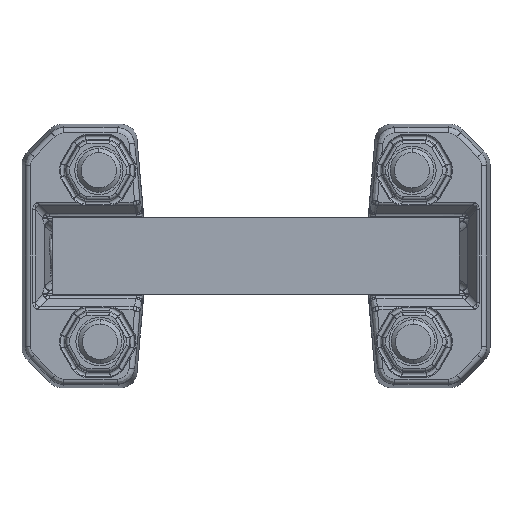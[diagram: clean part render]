
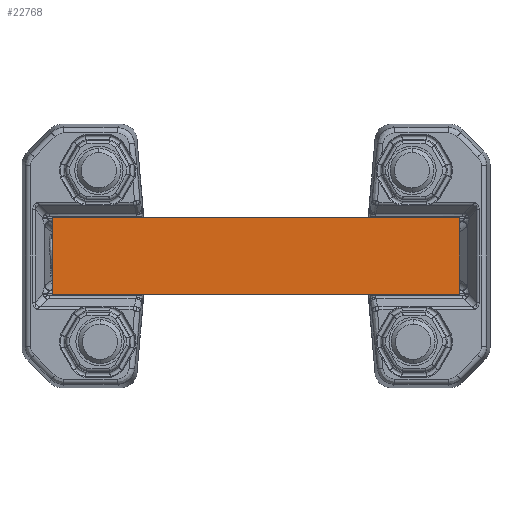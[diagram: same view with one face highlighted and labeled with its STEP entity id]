
A CAD part, front view. The second image highlights one B-rep face of the part: STEP entity #22768.
In plain terms, the highlighted face is planar.
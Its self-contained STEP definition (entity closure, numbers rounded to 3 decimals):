
#22653=DIRECTION('',(1.,0.,0.));
#22654=VECTOR('',#22653,35.);
#22655=CARTESIAN_POINT('',(-17.5,92.5,-8.));
#22656=LINE('',#22655,#22654);
#22657=DIRECTION('',(0.,1.,0.));
#22658=VECTOR('',#22657,185.);
#22659=CARTESIAN_POINT('',(-17.5,-92.5,-8.));
#22660=LINE('',#22659,#22658);
#22661=DIRECTION('',(-1.,0.,0.));
#22662=VECTOR('',#22661,35.);
#22663=CARTESIAN_POINT('',(17.5,-92.5,-8.));
#22664=LINE('',#22663,#22662);
#22665=DIRECTION('',(0.,-1.,0.));
#22666=VECTOR('',#22665,185.);
#22667=CARTESIAN_POINT('',(17.5,92.5,-8.));
#22668=LINE('',#22667,#22666);
#22677=CARTESIAN_POINT('',(-17.5,92.5,-8.));
#22678=CARTESIAN_POINT('',(17.5,92.5,-8.));
#22679=VERTEX_POINT('',#22677);
#22680=VERTEX_POINT('',#22678);
#22681=CARTESIAN_POINT('',(17.5,-92.5,-8.));
#22682=VERTEX_POINT('',#22681);
#22683=CARTESIAN_POINT('',(-17.5,-92.5,-8.));
#22684=VERTEX_POINT('',#22683);
#22757=CARTESIAN_POINT('',(0.,0.,-8.));
#22758=DIRECTION('',(0.,0.,-1.));
#22759=DIRECTION('',(0.,-1.,0.));
#22760=AXIS2_PLACEMENT_3D('',#22757,#22758,#22759);
#22761=PLANE('',#22760);
#22762=ORIENTED_EDGE('',*,*,#22709,.F.);
#22763=ORIENTED_EDGE('',*,*,#22724,.F.);
#22764=ORIENTED_EDGE('',*,*,#22738,.F.);
#22765=ORIENTED_EDGE('',*,*,#22751,.F.);
#22766=EDGE_LOOP('',(#22762,#22763,#22764,#22765));
#22767=FACE_OUTER_BOUND('',#22766,.F.);
#22768=ADVANCED_FACE('',(#22767),#22761,.T.);
#22709=EDGE_CURVE('',#22679,#22680,#22656,.T.);
#22724=EDGE_CURVE('',#22684,#22679,#22660,.T.);
#22738=EDGE_CURVE('',#22682,#22684,#22664,.T.);
#22751=EDGE_CURVE('',#22680,#22682,#22668,.T.);
